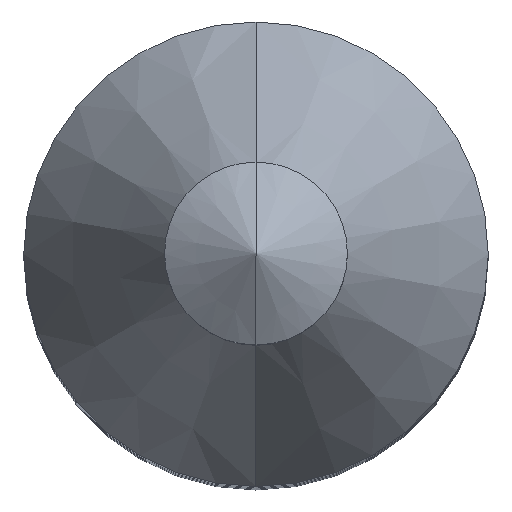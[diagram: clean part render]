
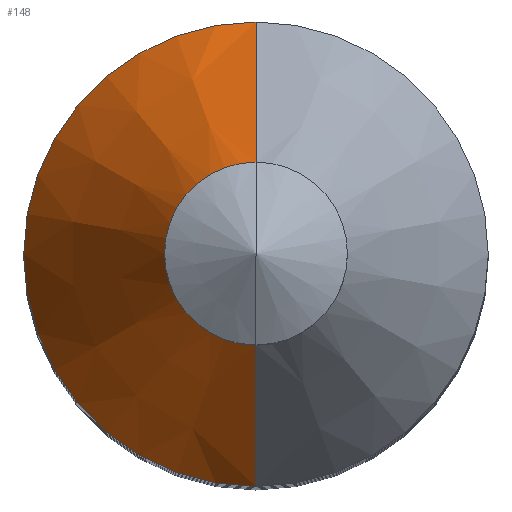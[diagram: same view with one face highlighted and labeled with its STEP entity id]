
A CAD part, top view. The second image highlights one B-rep face of the part: STEP entity #148.
In plain terms, the highlighted conical face has half-angle 30 degrees and reference radius 1.575 mm.
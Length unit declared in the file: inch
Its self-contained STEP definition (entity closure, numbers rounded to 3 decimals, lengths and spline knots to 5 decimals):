
#21 = CARTESIAN_POINT ( 'NONE',  ( 0., 0., 0.66609 ) ) ;
#66 = DIRECTION ( 'NONE',  ( 0., 0., -1. ) ) ;
#73 = EDGE_CURVE ( 'NONE', #462, #294, #505, .T. ) ;
#99 = EDGE_CURVE ( 'NONE', #236, #294, #519, .T. ) ;
#120 = DIRECTION ( 'NONE',  ( 0., -1., 0. ) ) ;
#148 = ADVANCED_FACE ( 'NONE', ( #227 ), #508, .T. ) ;
#170 = ORIENTED_EDGE ( 'NONE', *, *, #99, .T. ) ;
#185 = ORIENTED_EDGE ( 'NONE', *, *, #73, .F. ) ;
#225 = CARTESIAN_POINT ( 'NONE',  ( 0., 0.062, 0.8315 ) ) ;
#227 = FACE_OUTER_BOUND ( 'NONE', #659, .T. ) ;
#231 = CARTESIAN_POINT ( 'NONE',  ( 0., -0.062, 0.8315 ) ) ;
#236 = VERTEX_POINT ( 'NONE', #280 ) ;
#246 = CARTESIAN_POINT ( 'NONE',  ( 0., 0., 0.8315 ) ) ;
#250 = LINE ( 'NONE', #630, #411 ) ;
#260 = DIRECTION ( 'NONE',  ( 0., 0., 1. ) ) ;
#280 = CARTESIAN_POINT ( 'NONE',  ( 0., 0.1575, 0.66609 ) ) ;
#294 = VERTEX_POINT ( 'NONE', #658 ) ;
#303 = AXIS2_PLACEMENT_3D ( 'NONE', #545, #66, #396 ) ;
#341 = DIRECTION ( 'NONE',  ( 0., 0., 1. ) ) ;
#363 = DIRECTION ( 'NONE',  ( 0., 0.5, -0.866 ) ) ;
#368 = VERTEX_POINT ( 'NONE', #225 ) ;
#396 = DIRECTION ( 'NONE',  ( 0., -1., 0. ) ) ;
#411 = VECTOR ( 'NONE', #363, 39.37008 ) ;
#424 = VECTOR ( 'NONE', #496, 39.37008 ) ;
#457 = ORIENTED_EDGE ( 'NONE', *, *, #676, .F. ) ;
#462 = VERTEX_POINT ( 'NONE', #558 ) ;
#470 = DIRECTION ( 'NONE',  ( 0., -1., 0. ) ) ;
#496 = DIRECTION ( 'NONE',  ( 0., -0.5, -0.866 ) ) ;
#505 = LINE ( 'NONE', #231, #424 ) ;
#508 = CONICAL_SURFACE ( 'NONE', #303, 0.062, 0.524 ) ;
#513 = ORIENTED_EDGE ( 'NONE', *, *, #639, .T. ) ;
#519 = CIRCLE ( 'NONE', #701, 0.1575 ) ;
#545 = CARTESIAN_POINT ( 'NONE',  ( 0., 0., 0.8315 ) ) ;
#558 = CARTESIAN_POINT ( 'NONE',  ( 0., -0.062, 0.8315 ) ) ;
#622 = CIRCLE ( 'NONE', #623, 0.062 ) ;
#623 = AXIS2_PLACEMENT_3D ( 'NONE', #246, #260, #470 ) ;
#630 = CARTESIAN_POINT ( 'NONE',  ( 0., 0.062, 0.8315 ) ) ;
#639 = EDGE_CURVE ( 'NONE', #368, #236, #250, .T. ) ;
#658 = CARTESIAN_POINT ( 'NONE',  ( 0., -0.1575, 0.66609 ) ) ;
#659 = EDGE_LOOP ( 'NONE', ( #457, #513, #170, #185 ) ) ;
#676 = EDGE_CURVE ( 'NONE', #368, #462, #622, .T. ) ;
#701 = AXIS2_PLACEMENT_3D ( 'NONE', #21, #341, #120 ) ;
